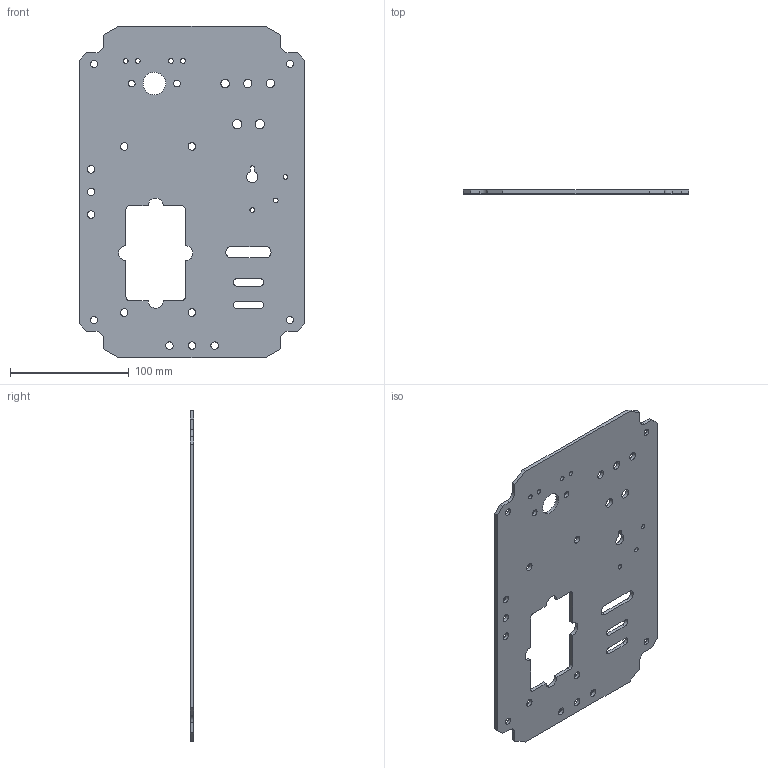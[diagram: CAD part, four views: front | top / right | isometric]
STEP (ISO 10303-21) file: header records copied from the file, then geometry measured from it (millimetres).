
FILE_DESCRIPTION(/* description */ ('AP242 STEP file','CAx-IF Rec.Pracs.---Geometric and Assembly Validation Properties---4.4--2015-08-17', 'CAx-IF Rec.Pracs.---Representation and Presentation of Product Manufacturing Information (PMI)---4.0.6---2019-08-19', 'CAx-IF Rec.Pracs.---User Defined Attributes---1.5---2016-08-15','CAx-IF Rec.Pracs.---3D Tessellated Geometry---1.0---2015-12-17', 'CAx-IF Rec.Pracs.---Model Styling and Organization---1.6---2018-08-17'),/* implementation_level */ '2;1');
FILE_NAME(/* name */ 'NIST_FTC_09_ASME1_RD_CT5300_47J_26_PID_1_TT.stp',/* time_stamp */ '2021-04-27T15:41:05-05:00',/* author */ ('modified by T. Thurman to add aggregate_guid_attribute'),/* organization */ (''),/* preprocessor_version */ 'ST-DEVELOPER v18.1',/* originating_system */ 'Elysium Co. Ltd. STEP Translator v8.3.0.0',/* authorization */ '');
FILE_SCHEMA(('AP242_MANAGED_MODEL_BASED_3D_ENGINEERING_MIM_LF'));
Length unit declared in the file: millimetre
Products named in the file (1): NIST PMI FTC 09 ASME1
Bounding box: 190.5 x 3.04 x 279.4 mm (x, y, z)
Volume: 136445.1 mm3; surface area: 96614.2 mm2
Topology: 1 solids, 1 shells, 158 faces, 654 edges, 700 vertices
Faces by surface type: cylinder 88, plane 62, cone 8
Entity records: 8485 total; most frequent: STYLED_ITEM 973, ORIENTED_EDGE 908, CARTESIAN_POINT 659, AXIS2_PLACEMENT_3D 495, VECTOR 466, LINE 466, EDGE_CURVE 454, SHAPE_ASPECT 314
